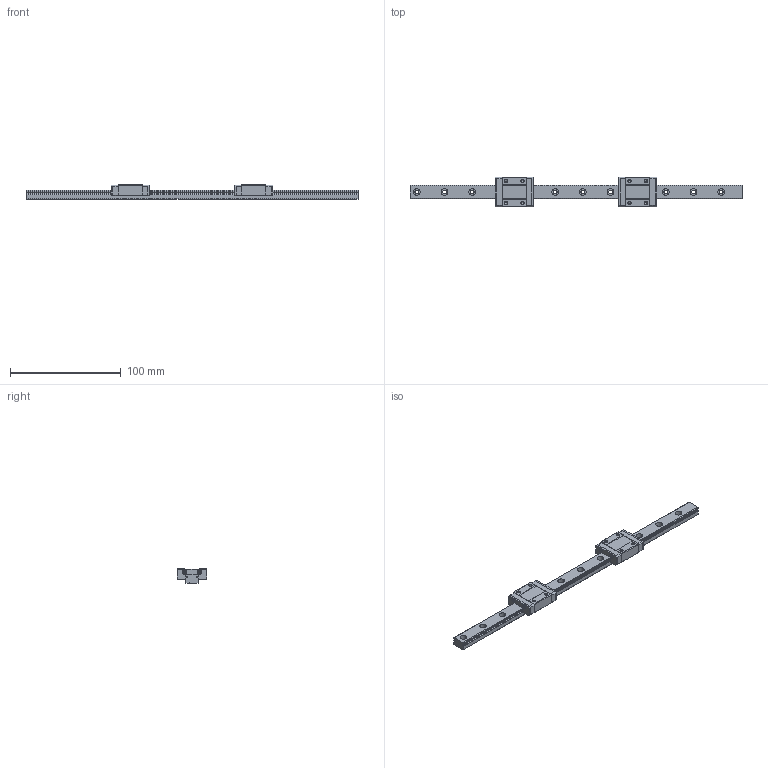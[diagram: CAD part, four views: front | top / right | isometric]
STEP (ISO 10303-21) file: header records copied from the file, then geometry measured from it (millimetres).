
FILE_DESCRIPTION(('starvars output'),'2;1');
FILE_NAME('cv20201031115123000016303.stp','11:51:23 2020/10/31',( 'Thomas Industrial Network Germany GmbH'),( 'Thomas Industrial Network Germany GmbH'),'unknown preprocess','ACIS' ,'unknown authorization');
FILE_SCHEMA(('AUTOMOTIVE_DESIGN_CC2 {UNKNOWN IMPLEMENTATION LEVEL}'));
Length unit declared in the file: millimetre
Products named in the file (19): PRODUCT_ID_1; PRODUCT_ID_2; PRODUCT_ID_3; PRODUCT_ID_4; PRODUCT_ID_5; PRODUCT_ID_6; PRODUCT_ID_7; PRODUCT_ID_8; PRODUCT_ID_9; PRODUCT_ID_10; PRODUCT_ID_11; PRODUCT_ID_12; PRODUCT_ID_13; PRODUCT_ID_14; PRODUCT_ID_15; PRODUCT_ID_16; PRODUCT_ID_17; PRODUCT_ID_18; PRODUCT_ID_19
Bounding box: 300 x 27 x 13 mm (x, y, z)
Volume: 39301.9 mm3; surface area: 24662.6 mm2
Topology: 19 solids, 19 shells, 780 faces, 2114 edges, 1380 vertices
Faces by surface type: plane 409, cylinder 291, cone 64, sphere 16
Entity records: 30783 total; most frequent: ORIENTED_EDGE 4196, CARTESIAN_POINT 4056, DIRECTION 3684, EDGE_CURVE 2098, VERTEX_POINT 1380, VECTOR 1236, LINE 1236, AXIS2_PLACEMENT_3D 1224
